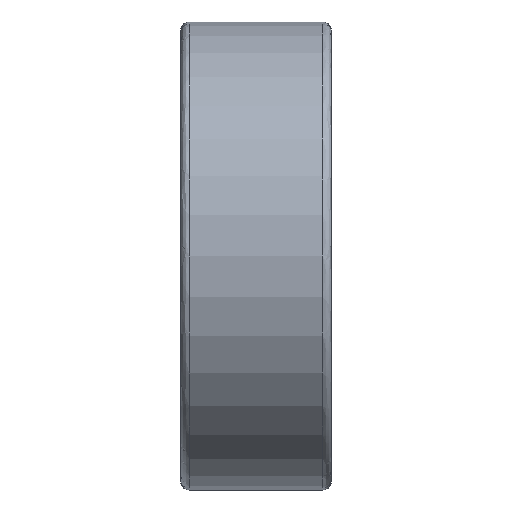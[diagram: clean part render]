
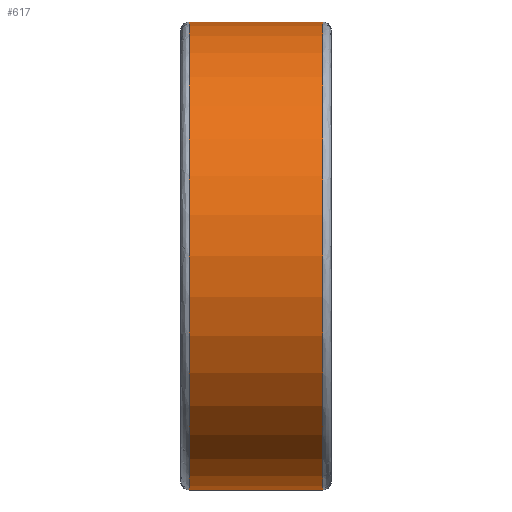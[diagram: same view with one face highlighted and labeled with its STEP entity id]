
A CAD part, front view. The second image highlights one B-rep face of the part: STEP entity #617.
In plain terms, the highlighted cylindrical face has radius 11.113 mm (diameter 22.226 mm), a partial arc.
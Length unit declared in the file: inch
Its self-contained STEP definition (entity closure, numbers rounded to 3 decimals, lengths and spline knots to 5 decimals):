
#57 = CIRCLE ( 'NONE', #1008, 0.43752 ) ;
#124 = DIRECTION ( 'NONE',  ( 1., 0., 0. ) ) ;
#133 = DIRECTION ( 'NONE',  ( 0., 0., 1. ) ) ;
#159 = CARTESIAN_POINT ( 'NONE',  ( 0.01575, 0., 0.43752 ) ) ;
#460 = EDGE_CURVE ( 'NONE', #1161, #684, #57, .T. ) ;
#466 = CARTESIAN_POINT ( 'NONE',  ( 0.01575, 0., 0. ) ) ;
#522 = ORIENTED_EDGE ( 'NONE', *, *, #634, .F. ) ;
#604 = LINE ( 'NONE', #936, #744 ) ;
#606 = EDGE_CURVE ( 'NONE', #1049, #1800, #2057, .T. ) ;
#617 = ADVANCED_FACE ( 'NONE', ( #1239 ), #2064, .T. ) ;
#634 = EDGE_CURVE ( 'NONE', #1161, #1800, #604, .T. ) ;
#684 = VERTEX_POINT ( 'NONE', #1263 ) ;
#707 = AXIS2_PLACEMENT_3D ( 'NONE', #1252, #1889, #1590 ) ;
#708 = CARTESIAN_POINT ( 'NONE',  ( 0.01575, 0., -0.43752 ) ) ;
#744 = VECTOR ( 'NONE', #1107, 39.37008 ) ;
#785 = DIRECTION ( 'NONE',  ( -1., 0., 0. ) ) ;
#926 = DIRECTION ( 'NONE',  ( -1., 0., 0. ) ) ;
#936 = CARTESIAN_POINT ( 'NONE',  ( -0.57232, 0., -0.43752 ) ) ;
#1008 = AXIS2_PLACEMENT_3D ( 'NONE', #1254, #785, #1914 ) ;
#1049 = VERTEX_POINT ( 'NONE', #159 ) ;
#1082 = VECTOR ( 'NONE', #926, 39.37008 ) ;
#1107 = DIRECTION ( 'NONE',  ( -1., 0., 0. ) ) ;
#1136 = EDGE_LOOP ( 'NONE', ( #522, #1619, #1187, #1208 ) ) ;
#1161 = VERTEX_POINT ( 'NONE', #1224 ) ;
#1187 = ORIENTED_EDGE ( 'NONE', *, *, #1987, .T. ) ;
#1208 = ORIENTED_EDGE ( 'NONE', *, *, #606, .T. ) ;
#1224 = CARTESIAN_POINT ( 'NONE',  ( 0.26551, 0., -0.43752 ) ) ;
#1239 = FACE_OUTER_BOUND ( 'NONE', #1136, .T. ) ;
#1252 = CARTESIAN_POINT ( 'NONE',  ( -0.57232, 0., 0. ) ) ;
#1254 = CARTESIAN_POINT ( 'NONE',  ( 0.26551, 0., 0. ) ) ;
#1263 = CARTESIAN_POINT ( 'NONE',  ( 0.26551, 0., 0.43752 ) ) ;
#1401 = LINE ( 'NONE', #2076, #1082 ) ;
#1442 = AXIS2_PLACEMENT_3D ( 'NONE', #466, #124, #133 ) ;
#1590 = DIRECTION ( 'NONE',  ( 0., 0., 1. ) ) ;
#1619 = ORIENTED_EDGE ( 'NONE', *, *, #460, .T. ) ;
#1800 = VERTEX_POINT ( 'NONE', #708 ) ;
#1889 = DIRECTION ( 'NONE',  ( -1., 0., 0. ) ) ;
#1914 = DIRECTION ( 'NONE',  ( 0., 0., 1. ) ) ;
#1987 = EDGE_CURVE ( 'NONE', #684, #1049, #1401, .T. ) ;
#2057 = CIRCLE ( 'NONE', #1442, 0.43752 ) ;
#2064 = CYLINDRICAL_SURFACE ( 'NONE', #707, 0.43752 ) ;
#2076 = CARTESIAN_POINT ( 'NONE',  ( -0.57232, 0., 0.43752 ) ) ;
